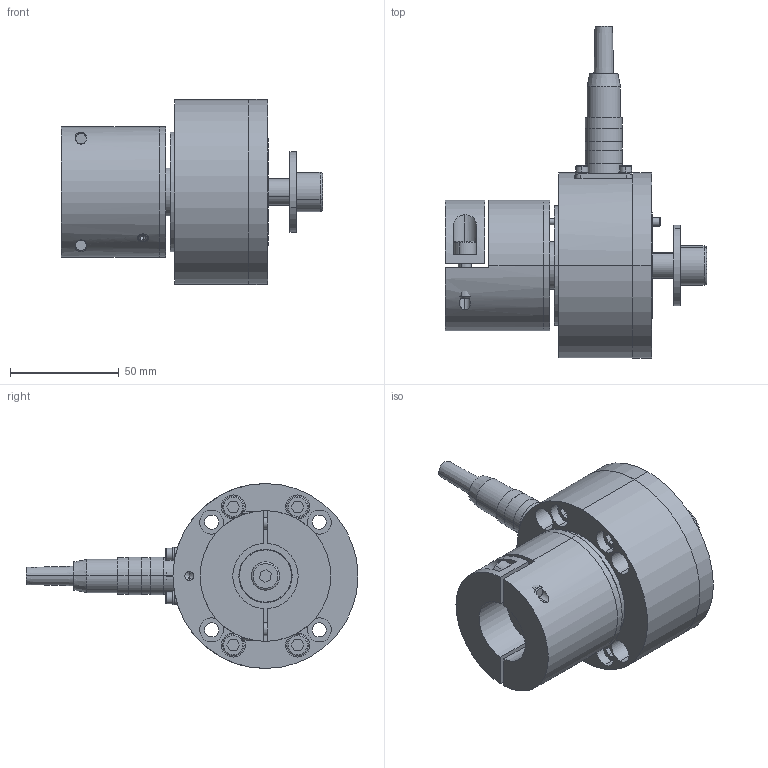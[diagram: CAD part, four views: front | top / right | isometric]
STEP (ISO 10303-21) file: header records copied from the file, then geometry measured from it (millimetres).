
FILE_DESCRIPTION (( 'STEP AP203' ), '1' );
FILE_NAME ('31102205_C.step', '2021-10-05T15:20:13', ( '' ), ( '' ), 'SwSTEP 2.0', 'SolidWorks 2018', '' );
FILE_SCHEMA (( 'CONFIG_CONTROL_DESIGN' ));
Length unit declared in the file: millimetre
Products named in the file (23): Sch DIN9021_M8; Gew-Sti-I6kt-Zapfen DIN915_M5x10; Sch DIN9021_M12; Spannstift_ISO13337_D04x10; Zyl-Schr DIN912_M6x30; Se-Schr DIN7991_M3x8; Zyl-Schr DIN7984_M8x12; Zyl-Schr DIN912_M6x20; 31102199_01; 070907-2_01; Kabeldose_M14x1_Mini_5pol; Zyl-Schr DIN912_M3x6; RKL_6203_01; 070910-4_01; Federringe_DIN127A_M03; 061205-3_01; 091113-3_stp_01; 070908-1_stp_01; Senkniete_90起d3x10; Zyl-Schr DIN912_M12x25; 31102205_C; 090409-3_01; Flanschstecker_M14x1_Mini_5pol
Assembly tree (35 placements, depth 3):
  31102205_C
    070908-1_stp_01
      091113-3_stp_01
      070907-2_01
      070910-4_01
      Federringe_DIN127A_M03  x4
      Zyl-Schr DIN912_M3x6  x4
      Flanschstecker_M14x1_Mini_5pol
      Zyl-Schr DIN912_M6x30  x4
    31102199_01
      090409-3_01
      061205-3_01
      Zyl-Schr DIN912_M6x20  x2
      Zyl-Schr DIN7984_M8x12
      Senkniete_90起d3x10
      Se-Schr DIN7991_M3x8  x4
      Gew-Sti-I6kt-Zapfen DIN915_M5x10
      Sch DIN9021_M8
      RKL_6203_01
    Kabeldose_M14x1_Mini_5pol
    Zyl-Schr DIN912_M12x25
    Sch DIN9021_M12
    Spannstift_ISO13337_D04x10
Bounding box: 120 x 152.5 x 85 mm (x, y, z)
Volume: 308596.8 mm3; surface area: 111656.7 mm2
Topology: 43 solids, 43 shells, 785 faces, 1777 edges, 1114 vertices
Faces by surface type: cylinder 326, plane 270, cone 120, torus 53, sphere 16
Entity records: 19956 total; most frequent: CARTESIAN_POINT 3269, DIRECTION 3233, ORIENTED_EDGE 2606, AXIS2_PLACEMENT_3D 1334, EDGE_CURVE 1303, VERTEX_POINT 840, EDGE_LOOP 735, CIRCLE 704
